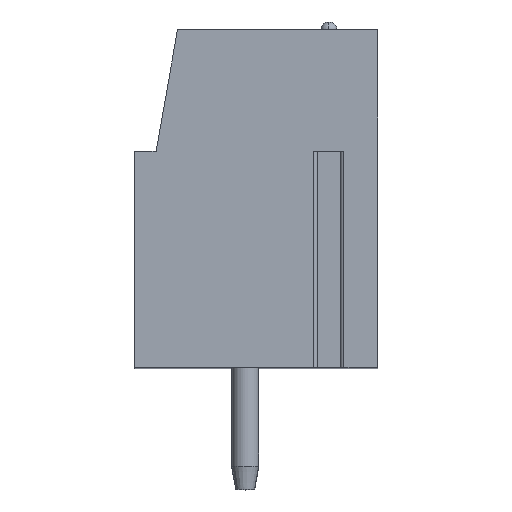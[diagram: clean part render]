
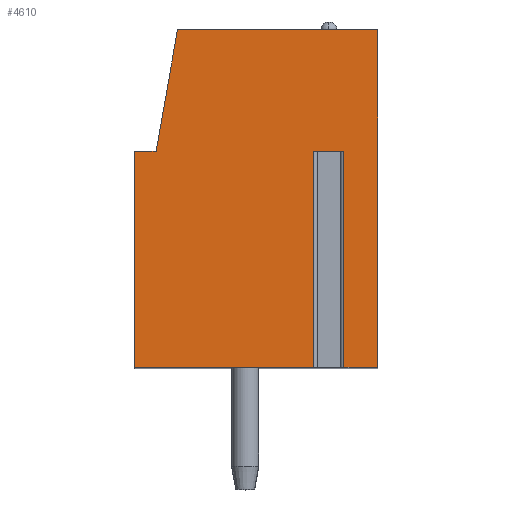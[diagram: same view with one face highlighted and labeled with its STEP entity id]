
A CAD part, top view. The second image highlights one B-rep face of the part: STEP entity #4610.
In plain terms, the highlighted planar face has unit normal (0, 0, 1).
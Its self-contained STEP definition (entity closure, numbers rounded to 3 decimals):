
#13=DIRECTION('',(-1.,0.,0.));
#14=VECTOR('',#13,1.112);
#15=CARTESIAN_POINT('',(3.256,1.75,22.86));
#16=LINE('',#15,#14);
#17=DIRECTION('',(0.,-1.,0.));
#18=VECTOR('',#17,8.);
#19=CARTESIAN_POINT('',(2.144,1.75,22.86));
#20=LINE('',#19,#18);
#21=DIRECTION('',(1.,0.,0.));
#22=VECTOR('',#21,6.644);
#23=CARTESIAN_POINT('',(-4.5,-6.25,22.86));
#24=LINE('',#23,#22);
#25=DIRECTION('',(0.,-1.,0.));
#26=VECTOR('',#25,8.);
#27=CARTESIAN_POINT('',(-4.5,1.75,22.86));
#28=LINE('',#27,#26);
#29=DIRECTION('',(-1.,0.,0.));
#30=VECTOR('',#29,0.8);
#31=CARTESIAN_POINT('',(-3.7,1.75,22.86));
#32=LINE('',#31,#30);
#33=DIRECTION('',(-0.174,-0.985,0.));
#34=VECTOR('',#33,4.569);
#35=CARTESIAN_POINT('',(-2.907,6.25,22.86));
#36=LINE('',#35,#34);
#37=DIRECTION('',(-1.,0.,0.));
#38=VECTOR('',#37,7.407);
#39=CARTESIAN_POINT('',(4.5,6.25,22.86));
#40=LINE('',#39,#38);
#41=DIRECTION('',(0.,1.,0.));
#42=VECTOR('',#41,12.5);
#43=CARTESIAN_POINT('',(4.5,-6.25,22.86));
#44=LINE('',#43,#42);
#45=DIRECTION('',(1.,0.,0.));
#46=VECTOR('',#45,1.244);
#47=CARTESIAN_POINT('',(3.256,-6.25,22.86));
#48=LINE('',#47,#46);
#49=DIRECTION('',(0.,-1.,0.));
#50=VECTOR('',#49,8.);
#51=CARTESIAN_POINT('',(3.256,1.75,22.86));
#52=LINE('',#51,#50);
#3615=CARTESIAN_POINT('',(-3.7,1.75,22.86));
#3616=CARTESIAN_POINT('',(-4.5,1.75,22.86));
#3617=VERTEX_POINT('',#3615);
#3618=VERTEX_POINT('',#3616);
#3619=CARTESIAN_POINT('',(-4.5,-6.25,22.86));
#3620=VERTEX_POINT('',#3619);
#3621=CARTESIAN_POINT('',(4.5,-6.25,22.86));
#3622=CARTESIAN_POINT('',(4.5,6.25,22.86));
#3623=VERTEX_POINT('',#3621);
#3624=VERTEX_POINT('',#3622);
#3625=CARTESIAN_POINT('',(-2.907,6.25,22.86));
#3626=VERTEX_POINT('',#3625);
#3675=CARTESIAN_POINT('',(3.256,1.75,22.86));
#3676=CARTESIAN_POINT('',(2.144,1.75,22.86));
#3677=VERTEX_POINT('',#3675);
#3678=VERTEX_POINT('',#3676);
#3679=CARTESIAN_POINT('',(2.144,-6.25,22.86));
#3680=VERTEX_POINT('',#3679);
#3681=CARTESIAN_POINT('',(3.256,-6.25,22.86));
#3682=VERTEX_POINT('',#3681);
#4583=CARTESIAN_POINT('',(0.,0.,22.86));
#4584=DIRECTION('',(0.,0.,1.));
#4585=DIRECTION('',(1.,0.,0.));
#4586=AXIS2_PLACEMENT_3D('',#4583,#4584,#4585);
#4587=PLANE('',#4586);
#4589=ORIENTED_EDGE('',*,*,#4588,.T.);
#4591=ORIENTED_EDGE('',*,*,#4590,.T.);
#4593=ORIENTED_EDGE('',*,*,#4592,.F.);
#4595=ORIENTED_EDGE('',*,*,#4594,.F.);
#4597=ORIENTED_EDGE('',*,*,#4596,.F.);
#4599=ORIENTED_EDGE('',*,*,#4598,.F.);
#4601=ORIENTED_EDGE('',*,*,#4600,.F.);
#4603=ORIENTED_EDGE('',*,*,#4602,.F.);
#4605=ORIENTED_EDGE('',*,*,#4604,.F.);
#4607=ORIENTED_EDGE('',*,*,#4606,.F.);
#4608=EDGE_LOOP('',(#4589,#4591,#4593,#4595,#4597,#4599,#4601,#4603,#4605,
#4607));
#4609=FACE_OUTER_BOUND('',#4608,.F.);
#4588=EDGE_CURVE('',#3677,#3678,#16,.T.);
#4590=EDGE_CURVE('',#3678,#3680,#20,.T.);
#4592=EDGE_CURVE('',#3620,#3680,#24,.T.);
#4594=EDGE_CURVE('',#3618,#3620,#28,.T.);
#4596=EDGE_CURVE('',#3617,#3618,#32,.T.);
#4598=EDGE_CURVE('',#3626,#3617,#36,.T.);
#4600=EDGE_CURVE('',#3624,#3626,#40,.T.);
#4602=EDGE_CURVE('',#3623,#3624,#44,.T.);
#4604=EDGE_CURVE('',#3682,#3623,#48,.T.);
#4606=EDGE_CURVE('',#3677,#3682,#52,.T.);
#4610=ADVANCED_FACE('',(#4609),#4587,.T.);
